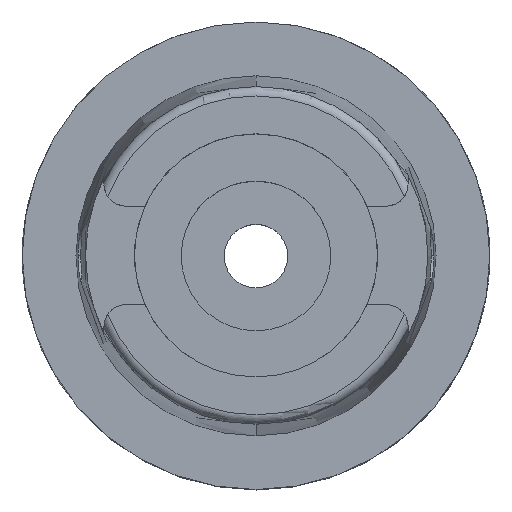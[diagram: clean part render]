
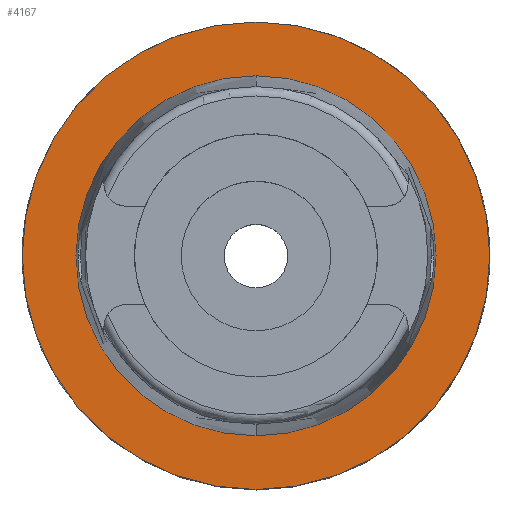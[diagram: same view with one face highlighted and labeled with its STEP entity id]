
A CAD part, top view. The second image highlights one B-rep face of the part: STEP entity #4167.
In plain terms, the highlighted planar face has unit normal (0, 0, 1).
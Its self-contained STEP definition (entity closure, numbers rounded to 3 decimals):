
#2025=CARTESIAN_POINT('',(0.,0.,0.));
#2026=DIRECTION('',(0.,0.,-1.));
#2027=DIRECTION('',(0.,-1.,0.));
#2028=AXIS2_PLACEMENT_3D('',#2025,#2026,#2027);
#2033=CARTESIAN_POINT('',(0.,0.,0.));
#2034=DIRECTION('',(0.,0.,-1.));
#2035=DIRECTION('',(0.,1.,0.));
#2036=AXIS2_PLACEMENT_3D('',#2033,#2034,#2035);
#2041=CARTESIAN_POINT('',(0.,0.,0.));
#2042=DIRECTION('',(0.,0.,1.));
#2043=DIRECTION('',(0.,-1.,0.));
#2044=AXIS2_PLACEMENT_3D('',#2041,#2042,#2043);
#2049=CARTESIAN_POINT('',(0.,0.,0.));
#2050=DIRECTION('',(0.,0.,1.));
#2051=DIRECTION('',(0.,1.,0.));
#2052=AXIS2_PLACEMENT_3D('',#2049,#2050,#2051);
#2410=CARTESIAN_POINT('',(0.,-19.25,0.));
#2411=VERTEX_POINT('',#2410);
#2412=CARTESIAN_POINT('',(0.,19.25,0.));
#2413=VERTEX_POINT('',#2412);
#2685=CARTESIAN_POINT('',(0.,25.,0.));
#2686=VERTEX_POINT('',#2685);
#2687=CARTESIAN_POINT('',(0.,-25.,0.));
#2688=VERTEX_POINT('',#2687);
#4154=CARTESIAN_POINT('',(0.,0.,0.));
#4155=DIRECTION('',(0.,0.,1.));
#4156=DIRECTION('',(0.,1.,0.));
#4157=AXIS2_PLACEMENT_3D('',#4154,#4155,#4156);
#4158=PLANE('',#4157);
#4159=ORIENTED_EDGE('',*,*,#4136,.T.);
#4160=ORIENTED_EDGE('',*,*,#4023,.T.);
#4161=EDGE_LOOP('',(#4159,#4160));
#4162=FACE_OUTER_BOUND('',#4161,.F.);
#4163=ORIENTED_EDGE('',*,*,#2897,.T.);
#4164=ORIENTED_EDGE('',*,*,#2868,.T.);
#4165=EDGE_LOOP('',(#4163,#4164));
#4166=FACE_BOUND('',#4165,.F.);
#2029=CIRCLE('',#2028,25.);
#2037=CIRCLE('',#2036,25.);
#2045=CIRCLE('',#2044,19.25);
#2053=CIRCLE('',#2052,19.25);
#2868=EDGE_CURVE('',#2413,#2411,#2053,.T.);
#2897=EDGE_CURVE('',#2411,#2413,#2045,.T.);
#4023=EDGE_CURVE('',#2686,#2688,#2037,.T.);
#4136=EDGE_CURVE('',#2688,#2686,#2029,.T.);
#4167=ADVANCED_FACE('',(#4162,#4166),#4158,.T.);
